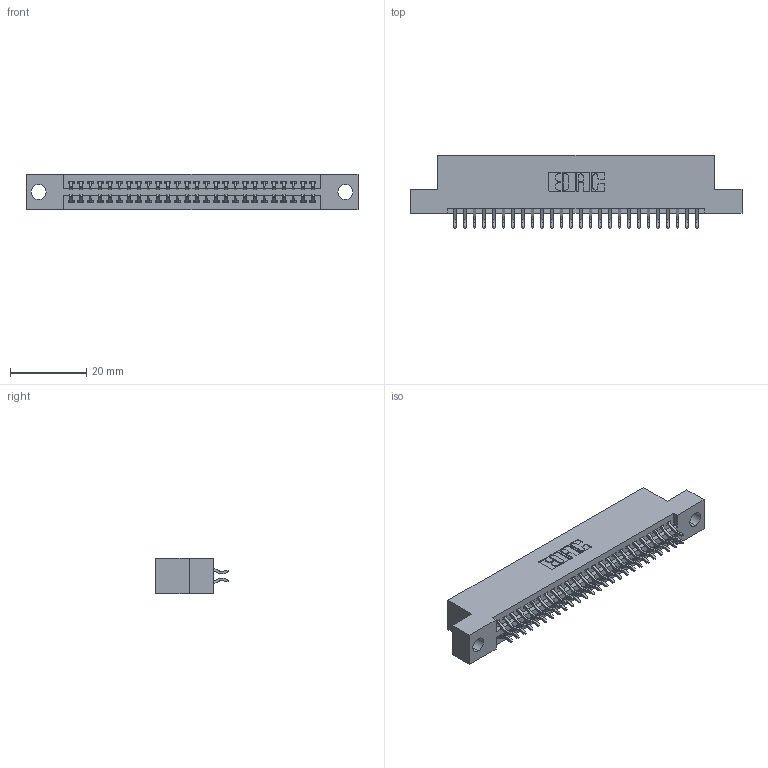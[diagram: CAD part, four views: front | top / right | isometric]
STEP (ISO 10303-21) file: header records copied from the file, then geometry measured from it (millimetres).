
FILE_DESCRIPTION (( 'STEP AP203' ), '1' );
FILE_NAME ('395-052-556-204.STEP', '2018-11-21T01:10:09', ( '' ), ( '' ), 'SwSTEP 2.0', 'SolidWorks 2016', '' );
FILE_SCHEMA (( 'CONFIG_CONTROL_DESIGN' ));
Length unit declared in the file: inch
Products named in the file (3): 345 Part_Flush Mounting Lugs - 0.156 Dia-TH; 345-292-001_556 Tail; 395-052-556-204
Assembly tree (53 placements, depth 2):
  395-052-556-204
    345 Part_Flush Mounting Lugs - 0.156 Dia-TH
    345-292-001_556 Tail  x52
Bounding box: 87.25 x 19.24 x 9.4 mm (x, y, z)
Volume: 8237 mm3; surface area: 11635.5 mm2
Topology: 53 solids, 53 shells, 3038 faces, 9025 edges, 5946 vertices
Faces by surface type: plane 2004, cylinder 1034
Entity records: 22777 total; most frequent: CARTESIAN_POINT 3848, ORIENTED_EDGE 3770, DIRECTION 3401, EDGE_CURVE 1885, LINE 1641, VECTOR 1641, VERTEX_POINT 1254, AXIS2_PLACEMENT_3D 880
